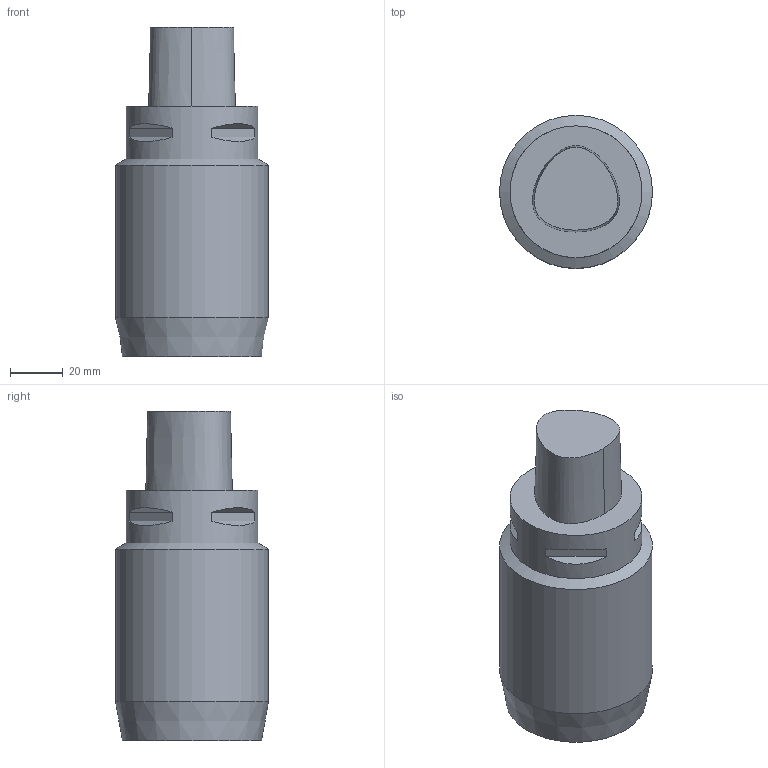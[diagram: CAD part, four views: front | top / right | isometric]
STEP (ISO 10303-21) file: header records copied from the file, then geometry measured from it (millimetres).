
FILE_DESCRIPTION(/* description */ (''),/* implementation_level */ '2;1');
FILE_NAME(/* name */ 'C5-HC25-095_Basic.stp',/* time_stamp */ '2022-04-12T15:34:23+05:00',/* author */ (''),/* organization */ (''),/* preprocessor_version */ 'ST-DEVELOPER v16.7',/* originating_system */ 'SIEMENS PLM Software NX 12.0',/* authorisation */ '');
FILE_SCHEMA (('AUTOMOTIVE_DESIGN { 1 0 10303 214 3 1 1 1 }'));
Length unit declared in the file: millimetre
Products named in the file (1): inpu8D40A81B69u1
Bounding box: 58 x 58 x 125 mm (x, y, z)
Volume: 227780.1 mm3; surface area: 28941.3 mm2
Topology: 1 solids, 1 shells, 23 faces, 45 edges, 33 vertices
Faces by surface type: plane 16, cylinder 3, bspline 2, cone 2
Full cylindrical faces by diameter (mm): 25 x1, 50 x1, 58 x1
Entity records: 775 total; most frequent: CARTESIAN_POINT 264, DIRECTION 98, ORIENTED_EDGE 74, AXIS2_PLACEMENT_3D 40, EDGE_CURVE 37, EDGE_LOOP 34, VERTEX_POINT 27, ADVANCED_FACE 23
